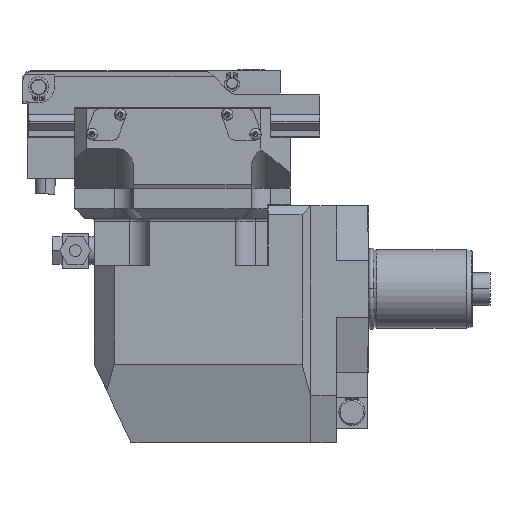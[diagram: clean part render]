
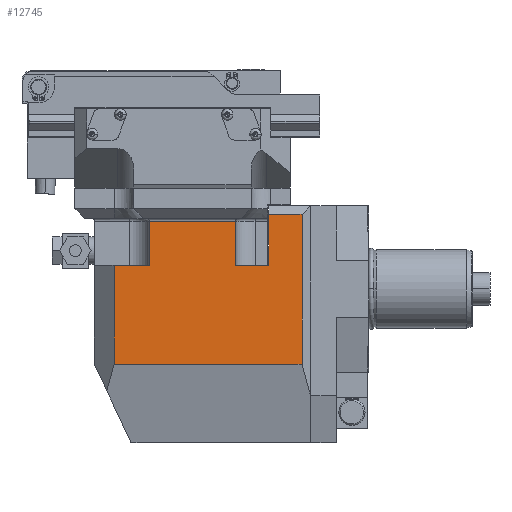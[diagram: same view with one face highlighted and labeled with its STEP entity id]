
A CAD part, front view. The second image highlights one B-rep face of the part: STEP entity #12745.
In plain terms, the highlighted planar face has unit normal (0, -1, 0).
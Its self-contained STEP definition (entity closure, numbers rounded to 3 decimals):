
#1756=DIRECTION('',(1.,0.,0.));
#1757=VECTOR('',#1756,18.);
#1758=CARTESIAN_POINT('',(-130.,-42.5,12.));
#1759=LINE('',#1758,#1757);
#1760=DIRECTION('',(0.,0.,-1.));
#1761=VECTOR('',#1760,22.5);
#1762=CARTESIAN_POINT('',(-112.,-42.5,34.5));
#1763=LINE('',#1762,#1761);
#1764=DIRECTION('',(-1.,0.,0.));
#1765=VECTOR('',#1764,44.);
#1766=CARTESIAN_POINT('',(-68.,-42.5,34.5));
#1767=LINE('',#1766,#1765);
#1768=DIRECTION('',(0.,0.,-1.));
#1769=VECTOR('',#1768,22.5);
#1770=CARTESIAN_POINT('',(-68.,-42.5,34.5));
#1771=LINE('',#1770,#1769);
#1772=DIRECTION('',(1.,0.,0.));
#1773=VECTOR('',#1772,17.);
#1774=CARTESIAN_POINT('',(-68.,-42.5,12.));
#1775=LINE('',#1774,#1773);
#1776=DIRECTION('',(0.,0.,-1.));
#1777=VECTOR('',#1776,26.);
#1778=CARTESIAN_POINT('',(-51.,-42.5,38.));
#1779=LINE('',#1778,#1777);
#1780=DIRECTION('',(1.,0.,0.));
#1781=VECTOR('',#1780,17.);
#1782=CARTESIAN_POINT('',(-51.,-42.5,38.));
#1783=LINE('',#1782,#1781);
#1784=DIRECTION('',(0.,0.,1.));
#1785=VECTOR('',#1784,76.5);
#1786=CARTESIAN_POINT('',(-34.,-42.5,-38.5));
#1787=LINE('',#1786,#1785);
#1788=DIRECTION('',(-1.,0.,0.));
#1789=VECTOR('',#1788,96.);
#1790=CARTESIAN_POINT('',(-34.,-42.5,-38.5));
#1791=LINE('',#1790,#1789);
#1792=DIRECTION('',(0.,0.,1.));
#1793=VECTOR('',#1792,50.5);
#1794=CARTESIAN_POINT('',(-130.,-42.5,-38.5));
#1795=LINE('',#1794,#1793);
#9654=CARTESIAN_POINT('',(-51.,-42.5,12.));
#9656=VERTEX_POINT('',#9654);
#9658=CARTESIAN_POINT('',(-34.,-42.5,-38.5));
#9659=CARTESIAN_POINT('',(-130.,-42.5,-38.5));
#9660=VERTEX_POINT('',#9658);
#9661=VERTEX_POINT('',#9659);
#9676=CARTESIAN_POINT('',(-34.,-42.5,38.));
#9677=VERTEX_POINT('',#9676);
#9682=CARTESIAN_POINT('',(-51.,-42.5,38.));
#9684=VERTEX_POINT('',#9682);
#9691=CARTESIAN_POINT('',(-130.,-42.5,12.));
#9693=VERTEX_POINT('',#9691);
#9804=CARTESIAN_POINT('',(-68.,-42.5,34.5));
#9805=VERTEX_POINT('',#9804);
#9808=CARTESIAN_POINT('',(-112.,-42.5,34.5));
#9809=VERTEX_POINT('',#9808);
#9882=CARTESIAN_POINT('',(-112.,-42.5,12.));
#9884=VERTEX_POINT('',#9882);
#9904=CARTESIAN_POINT('',(-68.,-42.5,12.));
#9905=VERTEX_POINT('',#9904);
#12721=CARTESIAN_POINT('',(-29.5,-42.5,42.5));
#12722=DIRECTION('',(0.,-1.,0.));
#12723=DIRECTION('',(-1.,0.,0.));
#12724=AXIS2_PLACEMENT_3D('',#12721,#12722,#12723);
#12725=PLANE('',#12724);
#12727=ORIENTED_EDGE('',*,*,#12726,.T.);
#12729=ORIENTED_EDGE('',*,*,#12728,.F.);
#12731=ORIENTED_EDGE('',*,*,#12730,.F.);
#12732=ORIENTED_EDGE('',*,*,#12713,.T.);
#12733=ORIENTED_EDGE('',*,*,#12685,.T.);
#12735=ORIENTED_EDGE('',*,*,#12734,.F.);
#12737=ORIENTED_EDGE('',*,*,#12736,.T.);
#12738=ORIENTED_EDGE('',*,*,#12525,.F.);
#12740=ORIENTED_EDGE('',*,*,#12739,.T.);
#12742=ORIENTED_EDGE('',*,*,#12741,.T.);
#12743=EDGE_LOOP('',(#12727,#12729,#12731,#12732,#12733,#12735,#12737,#12738,
#12740,#12742));
#12744=FACE_OUTER_BOUND('',#12743,.F.);
#12745=ADVANCED_FACE('',(#12744),#12725,.T.);
#12525=EDGE_CURVE('',#9660,#9677,#1787,.T.);
#12685=EDGE_CURVE('',#9905,#9656,#1775,.T.);
#12713=EDGE_CURVE('',#9805,#9905,#1771,.T.);
#12726=EDGE_CURVE('',#9693,#9884,#1759,.T.);
#12728=EDGE_CURVE('',#9809,#9884,#1763,.T.);
#12730=EDGE_CURVE('',#9805,#9809,#1767,.T.);
#12734=EDGE_CURVE('',#9684,#9656,#1779,.T.);
#12736=EDGE_CURVE('',#9684,#9677,#1783,.T.);
#12739=EDGE_CURVE('',#9660,#9661,#1791,.T.);
#12741=EDGE_CURVE('',#9661,#9693,#1795,.T.);
